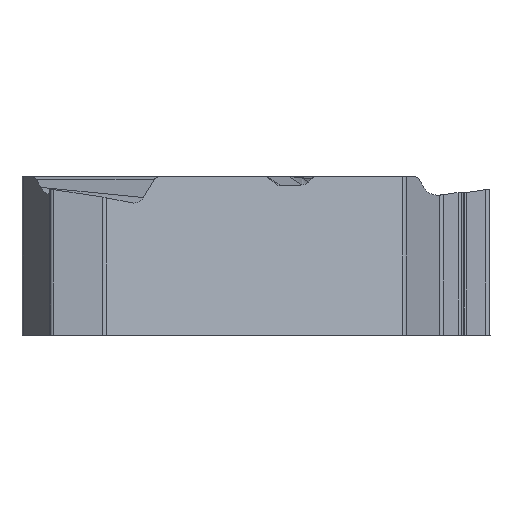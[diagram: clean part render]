
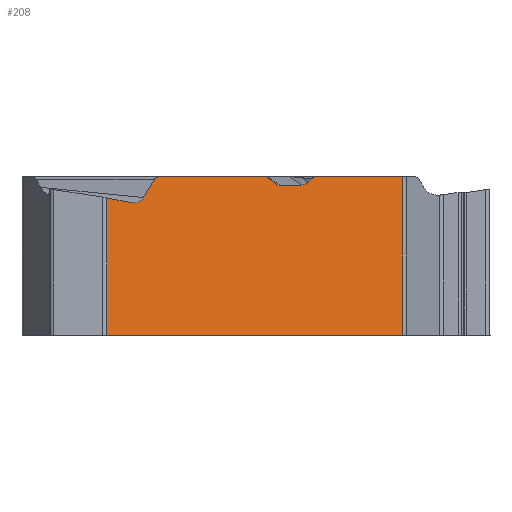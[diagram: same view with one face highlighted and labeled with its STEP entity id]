
A CAD part, front view. The second image highlights one B-rep face of the part: STEP entity #208.
In plain terms, the highlighted planar face has unit normal (0.5, -0.866, 0).
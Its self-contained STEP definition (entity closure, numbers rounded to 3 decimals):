
#208=ADVANCED_FACE('',(#355),#292,.F.);
#292=PLANE('',#2163);
#355=FACE_OUTER_BOUND('',#467,.T.);
#467=EDGE_LOOP('',(#1126,#1127,#1128,#1129,#1130,#1131,#1132,#1133,#1134,
#1135,#1136,#1137,#1138,#1139,#1140,#1141));
#610=LINE('',#3682,#789);
#614=LINE('',#3738,#793);
#620=LINE('',#3899,#800);
#621=LINE('',#3902,#801);
#622=LINE('',#3904,#802);
#623=LINE('',#3907,#803);
#624=LINE('',#3923,#804);
#625=LINE('',#3939,#805);
#626=LINE('',#3944,#806);
#627=LINE('',#3948,#807);
#789=VECTOR('',#2491,1.);
#793=VECTOR('',#2495,1.);
#800=VECTOR('',#2518,1.);
#801=VECTOR('',#2519,1.);
#802=VECTOR('',#2520,1.);
#803=VECTOR('',#2523,1.);
#804=VECTOR('',#2524,1.);
#805=VECTOR('',#2525,1.);
#806=VECTOR('',#2530,1.);
#807=VECTOR('',#2533,1.);
#1126=ORIENTED_EDGE('',*,*,#1828,.T.);
#1127=ORIENTED_EDGE('',*,*,#1829,.T.);
#1128=ORIENTED_EDGE('',*,*,#1830,.T.);
#1129=ORIENTED_EDGE('',*,*,#1812,.F.);
#1130=ORIENTED_EDGE('',*,*,#1831,.F.);
#1131=ORIENTED_EDGE('',*,*,#1832,.F.);
#1132=ORIENTED_EDGE('',*,*,#1833,.F.);
#1133=ORIENTED_EDGE('',*,*,#1834,.F.);
#1134=ORIENTED_EDGE('',*,*,#1835,.F.);
#1135=ORIENTED_EDGE('',*,*,#1836,.F.);
#1136=ORIENTED_EDGE('',*,*,#1837,.F.);
#1137=ORIENTED_EDGE('',*,*,#1805,.F.);
#1138=ORIENTED_EDGE('',*,*,#1838,.F.);
#1139=ORIENTED_EDGE('',*,*,#1839,.F.);
#1140=ORIENTED_EDGE('',*,*,#1840,.T.);
#1141=ORIENTED_EDGE('',*,*,#1841,.F.);
#1580=VERTEX_POINT('',#3681);
#1581=VERTEX_POINT('',#3683);
#1587=VERTEX_POINT('',#3737);
#1588=VERTEX_POINT('',#3739);
#1596=VERTEX_POINT('',#3900);
#1597=VERTEX_POINT('',#3901);
#1598=VERTEX_POINT('',#3903);
#1599=VERTEX_POINT('',#3906);
#1600=VERTEX_POINT('',#3908);
#1601=VERTEX_POINT('',#3922);
#1602=VERTEX_POINT('',#3924);
#1603=VERTEX_POINT('',#3938);
#1604=VERTEX_POINT('',#3940);
#1605=VERTEX_POINT('',#3943);
#1606=VERTEX_POINT('',#3945);
#1607=VERTEX_POINT('',#3947);
#1805=EDGE_CURVE('',#1580,#1581,#610,.T.);
#1812=EDGE_CURVE('',#1587,#1588,#614,.T.);
#1828=EDGE_CURVE('',#1596,#1597,#620,.T.);
#1829=EDGE_CURVE('',#1597,#1598,#621,.T.);
#1830=EDGE_CURVE('',#1598,#1588,#622,.T.);
#1831=EDGE_CURVE('',#1599,#1587,#1998,.T.);
#1832=EDGE_CURVE('',#1600,#1599,#623,.T.);
#1833=EDGE_CURVE('',#1601,#1600,#2050,.T.);
#1834=EDGE_CURVE('',#1602,#1601,#624,.T.);
#1835=EDGE_CURVE('',#1603,#1602,#2051,.T.);
#1836=EDGE_CURVE('',#1604,#1603,#625,.T.);
#1837=EDGE_CURVE('',#1581,#1604,#1999,.T.);
#1838=EDGE_CURVE('',#1605,#1580,#2000,.T.);
#1839=EDGE_CURVE('',#1606,#1605,#626,.T.);
#1840=EDGE_CURVE('',#1606,#1607,#2001,.T.);
#1841=EDGE_CURVE('',#1596,#1607,#627,.T.);
#1998=ELLIPSE('',#2159,0.15,0.15);
#1999=ELLIPSE('',#2160,0.167,0.15);
#2000=ELLIPSE('',#2161,0.177,0.15);
#2001=ELLIPSE('',#2162,0.379,0.33);
#2050=B_SPLINE_CURVE_WITH_KNOTS('',3,(#3909,#3910,#3911,#3912,#3913,#3914,
#3915,#3916,#3917,#3918,#3919,#3920,#3921),.UNSPECIFIED.,.F.,.F.,(4,3,3,
3,4),(0.,0.249,0.498,0.746,1.),
 .UNSPECIFIED.);
#2051=B_SPLINE_CURVE_WITH_KNOTS('',3,(#3925,#3926,#3927,#3928,#3929,#3930,
#3931,#3932,#3933,#3934,#3935,#3936,#3937),.UNSPECIFIED.,.F.,.F.,(4,3,3,
3,4),(0.,0.234,0.468,0.701,1.),
 .UNSPECIFIED.);
#2159=AXIS2_PLACEMENT_3D('',#3905,#2521,#2522);
#2160=AXIS2_PLACEMENT_3D('',#3941,#2526,#2527);
#2161=AXIS2_PLACEMENT_3D('',#3942,#2528,#2529);
#2162=AXIS2_PLACEMENT_3D('',#3946,#2531,#2532);
#2163=AXIS2_PLACEMENT_3D('',#3949,#2534,#2535);
#2491=DIRECTION('',(0.866,0.5,0.));
#2495=DIRECTION('',(0.866,0.5,0.));
#2518=DIRECTION('',(0.,0.,-1.));
#2519=DIRECTION('',(0.866,0.5,0.));
#2520=DIRECTION('',(0.,0.,1.));
#2521=DIRECTION('',(-0.5,0.866,0.));
#2522=DIRECTION('',(0.866,0.5,0.));
#2523=DIRECTION('',(0.658,0.38,0.651));
#2524=DIRECTION('',(0.865,0.5,0.043));
#2525=DIRECTION('',(0.686,0.396,-0.611));
#2526=DIRECTION('',(-0.5,0.866,0.));
#2527=DIRECTION('',(-0.866,-0.5,0.));
#2528=DIRECTION('',(-0.5,0.866,0.));
#2529=DIRECTION('',(-0.866,-0.5,0.));
#2530=DIRECTION('',(0.497,0.287,0.819));
#2531=DIRECTION('',(-0.5,0.866,0.));
#2532=DIRECTION('',(0.853,0.492,-0.174));
#2533=DIRECTION('',(0.853,0.492,-0.174));
#2534=DIRECTION('',(-0.5,0.866,0.));
#2535=DIRECTION('',(0.,0.,-1.));
#3681=CARTESIAN_POINT('',(-1.03,-6.094,0.34));
#3682=CARTESIAN_POINT('',(5.129,-2.538,0.34));
#3683=CARTESIAN_POINT('',(1.861,-4.425,0.34));
#3737=CARTESIAN_POINT('',(3.222,-3.639,0.34));
#3738=CARTESIAN_POINT('',(-0.367,-5.711,0.34));
#3739=CARTESIAN_POINT('',(5.602,-2.265,0.34));
#3899=CARTESIAN_POINT('',(-2.455,-6.917,-5.47));
#3900=CARTESIAN_POINT('',(-2.455,-6.917,-0.232));
#3901=CARTESIAN_POINT('',(-2.455,-6.917,-3.97));
#3902=CARTESIAN_POINT('',(-0.367,-5.711,-3.97));
#3903=CARTESIAN_POINT('',(5.602,-2.265,-3.97));
#3904=CARTESIAN_POINT('',(5.602,-2.265,3.34));
#3905=CARTESIAN_POINT('',(3.222,-3.639,0.19));
#3906=CARTESIAN_POINT('',(3.137,-3.688,0.304));
#3907=CARTESIAN_POINT('',(0.987,-4.93,-1.824));
#3908=CARTESIAN_POINT('',(3.029,-3.75,0.197));
#3909=CARTESIAN_POINT('',(2.857,-3.85,0.118));
#3910=CARTESIAN_POINT('',(2.873,-3.841,0.119));
#3911=CARTESIAN_POINT('',(2.888,-3.832,0.122));
#3912=CARTESIAN_POINT('',(2.904,-3.823,0.125));
#3913=CARTESIAN_POINT('',(2.919,-3.814,0.129));
#3914=CARTESIAN_POINT('',(2.934,-3.805,0.134));
#3915=CARTESIAN_POINT('',(2.949,-3.797,0.141));
#3916=CARTESIAN_POINT('',(2.963,-3.789,0.148));
#3917=CARTESIAN_POINT('',(2.977,-3.78,0.156));
#3918=CARTESIAN_POINT('',(2.99,-3.773,0.165));
#3919=CARTESIAN_POINT('',(3.004,-3.765,0.174));
#3920=CARTESIAN_POINT('',(3.017,-3.757,0.185));
#3921=CARTESIAN_POINT('',(3.029,-3.75,0.197));
#3922=CARTESIAN_POINT('',(2.857,-3.85,0.118));
#3923=CARTESIAN_POINT('',(-0.365,-5.71,-0.04));
#3924=CARTESIAN_POINT('',(2.296,-4.173,0.091));
#3925=CARTESIAN_POINT('',(2.124,-4.273,0.153));
#3926=CARTESIAN_POINT('',(2.136,-4.266,0.142));
#3927=CARTESIAN_POINT('',(2.148,-4.259,0.133));
#3928=CARTESIAN_POINT('',(2.161,-4.252,0.126));
#3929=CARTESIAN_POINT('',(2.173,-4.245,0.118));
#3930=CARTESIAN_POINT('',(2.186,-4.237,0.111));
#3931=CARTESIAN_POINT('',(2.2,-4.229,0.106));
#3932=CARTESIAN_POINT('',(2.214,-4.221,0.101));
#3933=CARTESIAN_POINT('',(2.228,-4.213,0.097));
#3934=CARTESIAN_POINT('',(2.242,-4.205,0.094));
#3935=CARTESIAN_POINT('',(2.26,-4.195,0.091));
#3936=CARTESIAN_POINT('',(2.278,-4.184,0.09));
#3937=CARTESIAN_POINT('',(2.296,-4.173,0.091));
#3938=CARTESIAN_POINT('',(2.124,-4.273,0.153));
#3939=CARTESIAN_POINT('',(4.072,-3.148,-1.582));
#3940=CARTESIAN_POINT('',(1.954,-4.371,0.304));
#3941=CARTESIAN_POINT('',(1.861,-4.425,0.19));
#3942=CARTESIAN_POINT('',(-1.03,-6.094,0.19));
#3943=CARTESIAN_POINT('',(-1.162,-6.17,0.267));
#3944=CARTESIAN_POINT('',(0.799,-5.038,3.501));
#3945=CARTESIAN_POINT('',(-1.46,-6.342,-0.225));
#3946=CARTESIAN_POINT('',(-1.741,-6.505,-0.042));
#3947=CARTESIAN_POINT('',(-1.791,-6.533,-0.367));
#3948=CARTESIAN_POINT('',(4.866,-2.69,-1.723));
#3949=CARTESIAN_POINT('',(-0.367,-5.711,0.));
